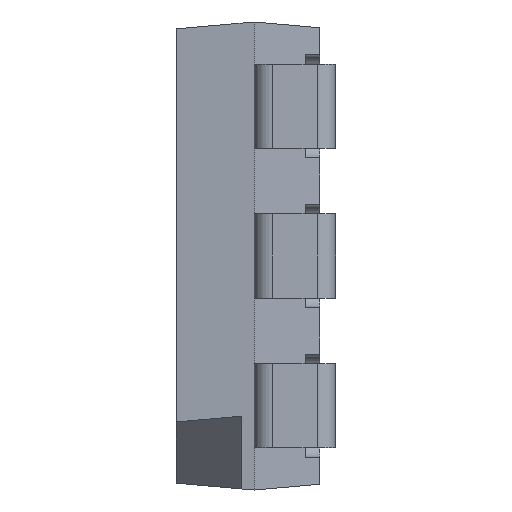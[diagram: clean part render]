
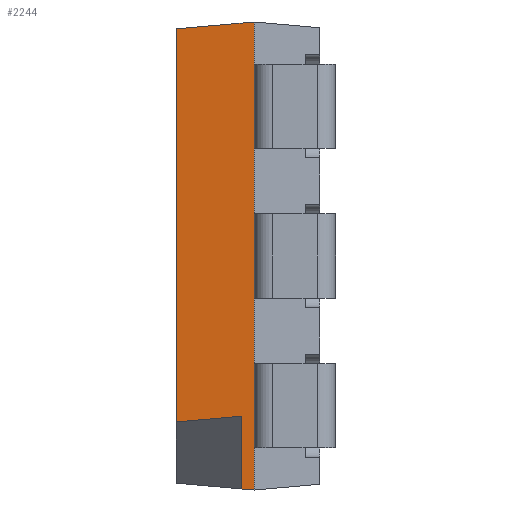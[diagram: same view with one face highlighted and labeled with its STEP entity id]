
A CAD part, left-side view. The second image highlights one B-rep face of the part: STEP entity #2244.
In plain terms, the highlighted planar face has unit normal (-0.996, 0.087, 0).
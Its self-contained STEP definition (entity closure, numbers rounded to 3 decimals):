
#118 = ORIENTED_EDGE ( 'NONE', *, *, #3914, .F. ) ;
#455 = DIRECTION ( 'NONE',  ( 0., 0., 1. ) ) ;
#462 = ORIENTED_EDGE ( 'NONE', *, *, #2120, .T. ) ;
#480 = VERTEX_POINT ( 'NONE', #2818 ) ;
#688 = CARTESIAN_POINT ( 'NONE',  ( -2.489, 1., 0. ) ) ;
#796 = EDGE_CURVE ( 'NONE', #3694, #4466, #1571, .T. ) ;
#815 = VECTOR ( 'NONE', #4301, 1000. ) ;
#901 = DIRECTION ( 'NONE',  ( -0.087, -0.992, 0.087 ) ) ;
#909 = EDGE_CURVE ( 'NONE', #2432, #3694, #2704, .T. ) ;
#940 = VERTEX_POINT ( 'NONE', #3073 ) ;
#978 = AXIS2_PLACEMENT_3D ( 'NONE', #3414, #1652, #1322 ) ;
#1164 = ORIENTED_EDGE ( 'NONE', *, *, #796, .F. ) ;
#1201 = ORIENTED_EDGE ( 'NONE', *, *, #909, .F. ) ;
#1305 = EDGE_CURVE ( 'NONE', #1306, #4466, #1747, .T. ) ;
#1306 = VERTEX_POINT ( 'NONE', #1450 ) ;
#1322 = DIRECTION ( 'NONE',  ( 0., 0., -1. ) ) ;
#1393 = EDGE_LOOP ( 'NONE', ( #118, #462, #4530, #1164, #1201, #2822 ) ) ;
#1433 = VECTOR ( 'NONE', #901, 1000. ) ;
#1450 = CARTESIAN_POINT ( 'NONE',  ( -2.489, 1., -2.489 ) ) ;
#1571 = LINE ( 'NONE', #4013, #3115 ) ;
#1616 = DIRECTION ( 'NONE',  ( 0., 0., -1. ) ) ;
#1632 = FACE_OUTER_BOUND ( 'NONE', #1393, .T. ) ;
#1652 = DIRECTION ( 'NONE',  ( -0.996, 0.087, 0. ) ) ;
#1662 = CARTESIAN_POINT ( 'NONE',  ( -2.5, 0.87, 2.5 ) ) ;
#1747 = LINE ( 'NONE', #3485, #3122 ) ;
#1885 = LINE ( 'NONE', #688, #2361 ) ;
#2120 = EDGE_CURVE ( 'NONE', #940, #1306, #1885, .T. ) ;
#2220 = LINE ( 'NONE', #3617, #815 ) ;
#2244 = ADVANCED_FACE ( 'NONE', ( #1632 ), #4433, .T. ) ;
#2361 = VECTOR ( 'NONE', #2559, 1000. ) ;
#2432 = VERTEX_POINT ( 'NONE', #3357 ) ;
#2515 = VECTOR ( 'NONE', #455, 1000. ) ;
#2559 = DIRECTION ( 'NONE',  ( 0., 0., -1. ) ) ;
#2704 = LINE ( 'NONE', #4100, #1433 ) ;
#2818 = CARTESIAN_POINT ( 'NONE',  ( -2.427, 1.7, -1.773 ) ) ;
#2822 = ORIENTED_EDGE ( 'NONE', *, *, #2894, .F. ) ;
#2894 = EDGE_CURVE ( 'NONE', #480, #2432, #3597, .T. ) ;
#3073 = CARTESIAN_POINT ( 'NONE',  ( -2.489, 1., -1.711 ) ) ;
#3115 = VECTOR ( 'NONE', #1616, 1000. ) ;
#3122 = VECTOR ( 'NONE', #3158, 1000. ) ;
#3158 = DIRECTION ( 'NONE',  ( -0.087, -0.992, -0.087 ) ) ;
#3346 = CARTESIAN_POINT ( 'NONE',  ( -2.5, 0.87, -2.5 ) ) ;
#3357 = CARTESIAN_POINT ( 'NONE',  ( -2.427, 1.7, 2.427 ) ) ;
#3414 = CARTESIAN_POINT ( 'NONE',  ( -2.427, 1.7, 0. ) ) ;
#3485 = CARTESIAN_POINT ( 'NONE',  ( -2.409, 1.909, -2.409 ) ) ;
#3597 = LINE ( 'NONE', #3950, #2515 ) ;
#3617 = CARTESIAN_POINT ( 'NONE',  ( -2.441, 1.547, -1.759 ) ) ;
#3694 = VERTEX_POINT ( 'NONE', #1662 ) ;
#3914 = EDGE_CURVE ( 'NONE', #940, #480, #2220, .T. ) ;
#3950 = CARTESIAN_POINT ( 'NONE',  ( -2.427, 1.7, 2.5 ) ) ;
#4013 = CARTESIAN_POINT ( 'NONE',  ( -2.5, 0.87, -2.5 ) ) ;
#4100 = CARTESIAN_POINT ( 'NONE',  ( -2.409, 1.909, 2.409 ) ) ;
#4301 = DIRECTION ( 'NONE',  ( 0.087, 0.992, -0.087 ) ) ;
#4433 = PLANE ( 'NONE',  #978 ) ;
#4466 = VERTEX_POINT ( 'NONE', #3346 ) ;
#4530 = ORIENTED_EDGE ( 'NONE', *, *, #1305, .T. ) ;
